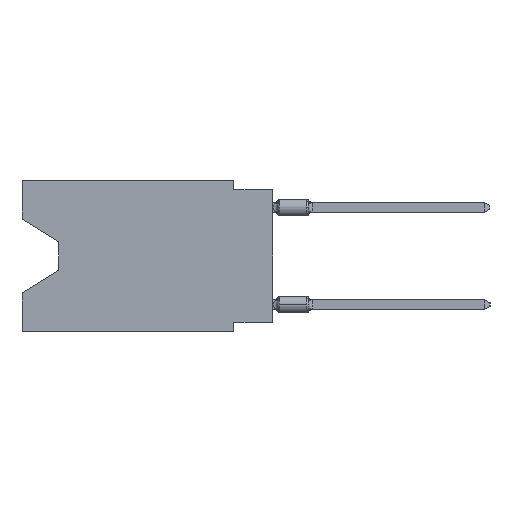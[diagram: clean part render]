
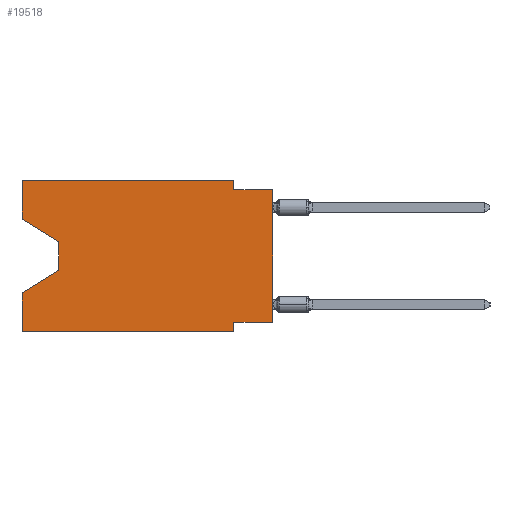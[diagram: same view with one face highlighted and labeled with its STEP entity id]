
A CAD part, left-side view. The second image highlights one B-rep face of the part: STEP entity #19518.
In plain terms, the highlighted planar face has unit normal (-1, 0, 0).
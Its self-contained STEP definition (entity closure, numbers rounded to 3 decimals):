
#2270 = CARTESIAN_POINT ( 'NONE',  ( 0., 2.54, -9.271 ) ) ;
#2378 = LINE ( 'NONE', #26046, #25597 ) ;
#2909 = CARTESIAN_POINT ( 'NONE',  ( 0., 2.54, -9.906 ) ) ;
#3545 = CARTESIAN_POINT ( 'NONE',  ( 0., 16.383, -9.906 ) ) ;
#3799 = VERTEX_POINT ( 'NONE', #37176 ) ;
#4682 = ORIENTED_EDGE ( 'NONE', *, *, #16080, .F. ) ;
#4744 = VERTEX_POINT ( 'NONE', #2270 ) ;
#5616 = VERTEX_POINT ( 'NONE', #7712 ) ;
#5940 = ORIENTED_EDGE ( 'NONE', *, *, #28314, .T. ) ;
#6049 = LINE ( 'NONE', #45388, #15876 ) ;
#7712 = CARTESIAN_POINT ( 'NONE',  ( 0., 16.383, -9.906 ) ) ;
#8775 = EDGE_CURVE ( 'NONE', #4744, #40614, #38996, .T. ) ;
#9332 = LINE ( 'NONE', #25268, #24964 ) ;
#12349 = DIRECTION ( 'NONE',  ( 0., 0., 1. ) ) ;
#12771 = EDGE_CURVE ( 'NONE', #3799, #35797, #2378, .T. ) ;
#12894 = CARTESIAN_POINT ( 'NONE',  ( 0., 13.97, -5.893 ) ) ;
#13030 = EDGE_CURVE ( 'NONE', #35797, #26965, #43991, .T. ) ;
#13075 = ORIENTED_EDGE ( 'NONE', *, *, #8775, .F. ) ;
#13904 = FACE_OUTER_BOUND ( 'NONE', #29823, .T. ) ;
#14266 = VERTEX_POINT ( 'NONE', #20360 ) ;
#14297 = EDGE_CURVE ( 'NONE', #25020, #29595, #24722, .T. ) ;
#15876 = VECTOR ( 'NONE', #48489, 1000. ) ;
#16080 = EDGE_CURVE ( 'NONE', #29595, #24370, #23845, .T. ) ;
#16342 = VECTOR ( 'NONE', #33037, 1000. ) ;
#16398 = VECTOR ( 'NONE', #37988, 1000. ) ;
#16778 = CARTESIAN_POINT ( 'NONE',  ( 0., 0., -9.271 ) ) ;
#17513 = PLANE ( 'NONE',  #30039 ) ;
#17778 = EDGE_CURVE ( 'NONE', #42140, #25020, #9332, .T. ) ;
#18074 = DIRECTION ( 'NONE',  ( 0., 0., -1. ) ) ;
#19518 = ADVANCED_FACE ( 'NONE', ( #13904 ), #17513, .F. ) ;
#19585 = ORIENTED_EDGE ( 'NONE', *, *, #14297, .F. ) ;
#19736 = DIRECTION ( 'NONE',  ( 0., 0., -1. ) ) ;
#20360 = CARTESIAN_POINT ( 'NONE',  ( 0., 0., -9.271 ) ) ;
#20671 = VECTOR ( 'NONE', #28574, 1000. ) ;
#21100 = DIRECTION ( 'NONE',  ( 1., 0., 0. ) ) ;
#21474 = EDGE_CURVE ( 'NONE', #24370, #36869, #44031, .T. ) ;
#21947 = VECTOR ( 'NONE', #12349, 1000. ) ;
#23845 = LINE ( 'NONE', #31313, #27467 ) ;
#23992 = CARTESIAN_POINT ( 'NONE',  ( 0., 0., -0.635 ) ) ;
#24370 = VERTEX_POINT ( 'NONE', #42786 ) ;
#24722 = LINE ( 'NONE', #44001, #44552 ) ;
#24964 = VECTOR ( 'NONE', #36834, 1000. ) ;
#25020 = VERTEX_POINT ( 'NONE', #49086 ) ;
#25268 = CARTESIAN_POINT ( 'NONE',  ( 0., 16.383, 0. ) ) ;
#25597 = VECTOR ( 'NONE', #18074, 1000. ) ;
#25720 = EDGE_CURVE ( 'NONE', #5616, #26965, #48970, .T. ) ;
#26046 = CARTESIAN_POINT ( 'NONE',  ( 0., 13.97, -4.013 ) ) ;
#26206 = ORIENTED_EDGE ( 'NONE', *, *, #13030, .T. ) ;
#26280 = CARTESIAN_POINT ( 'NONE',  ( 0., 16.383, -2.546 ) ) ;
#26965 = VERTEX_POINT ( 'NONE', #44863 ) ;
#27467 = VECTOR ( 'NONE', #19736, 1000. ) ;
#28314 = EDGE_CURVE ( 'NONE', #42140, #3799, #6049, .T. ) ;
#28574 = DIRECTION ( 'NONE',  ( 0., 0.855, -0.519 ) ) ;
#28595 = DIRECTION ( 'NONE',  ( 0., 1., 0. ) ) ;
#29595 = VERTEX_POINT ( 'NONE', #43566 ) ;
#29823 = EDGE_LOOP ( 'NONE', ( #5940, #49178, #26206, #43550, #46304, #13075, #48666, #32580, #37107, #4682, #19585, #39601 ) ) ;
#30039 = AXIS2_PLACEMENT_3D ( 'NONE', #45001, #21100, #44753 ) ;
#31313 = CARTESIAN_POINT ( 'NONE',  ( 0., 2.54, 0. ) ) ;
#31726 = EDGE_CURVE ( 'NONE', #14266, #36869, #31889, .T. ) ;
#31889 = LINE ( 'NONE', #39358, #21947 ) ;
#32580 = ORIENTED_EDGE ( 'NONE', *, *, #31726, .T. ) ;
#33037 = DIRECTION ( 'NONE',  ( 0., 0., 1. ) ) ;
#33549 = CARTESIAN_POINT ( 'NONE',  ( 0., 16.383, 0. ) ) ;
#34880 = CARTESIAN_POINT ( 'NONE',  ( 0., 2.54, -9.906 ) ) ;
#35656 = VECTOR ( 'NONE', #46738, 1000. ) ;
#35795 = LINE ( 'NONE', #16778, #37204 ) ;
#35797 = VERTEX_POINT ( 'NONE', #12894 ) ;
#35813 = DIRECTION ( 'NONE',  ( 0., -1., 0. ) ) ;
#36834 = DIRECTION ( 'NONE',  ( 0., 0., 1. ) ) ;
#36869 = VERTEX_POINT ( 'NONE', #42789 ) ;
#37107 = ORIENTED_EDGE ( 'NONE', *, *, #21474, .F. ) ;
#37176 = CARTESIAN_POINT ( 'NONE',  ( 0., 13.97, -4.013 ) ) ;
#37204 = VECTOR ( 'NONE', #28595, 1000. ) ;
#37988 = DIRECTION ( 'NONE',  ( 0., 0., -1. ) ) ;
#38996 = LINE ( 'NONE', #34880, #16398 ) ;
#39358 = CARTESIAN_POINT ( 'NONE',  ( 0., 0., 0. ) ) ;
#39601 = ORIENTED_EDGE ( 'NONE', *, *, #17778, .F. ) ;
#39896 = CARTESIAN_POINT ( 'NONE',  ( 0., 13.97, -5.893 ) ) ;
#40614 = VERTEX_POINT ( 'NONE', #2909 ) ;
#40748 = EDGE_CURVE ( 'NONE', #14266, #4744, #35795, .T. ) ;
#40838 = VECTOR ( 'NONE', #35813, 1000. ) ;
#42140 = VERTEX_POINT ( 'NONE', #26280 ) ;
#42786 = CARTESIAN_POINT ( 'NONE',  ( 0., 2.54, -0.635 ) ) ;
#42789 = CARTESIAN_POINT ( 'NONE',  ( 0., 0., -0.635 ) ) ;
#43550 = ORIENTED_EDGE ( 'NONE', *, *, #25720, .F. ) ;
#43566 = CARTESIAN_POINT ( 'NONE',  ( 0., 2.54, 0. ) ) ;
#43991 = LINE ( 'NONE', #39896, #20671 ) ;
#44001 = CARTESIAN_POINT ( 'NONE',  ( 0., 16.383, 0. ) ) ;
#44031 = LINE ( 'NONE', #23992, #40838 ) ;
#44169 = EDGE_CURVE ( 'NONE', #5616, #40614, #50343, .T. ) ;
#44552 = VECTOR ( 'NONE', #48620, 1000. ) ;
#44753 = DIRECTION ( 'NONE',  ( 0., 0., -1. ) ) ;
#44863 = CARTESIAN_POINT ( 'NONE',  ( 0., 16.383, -7.36 ) ) ;
#45001 = CARTESIAN_POINT ( 'NONE',  ( 0., 16.383, 0. ) ) ;
#45388 = CARTESIAN_POINT ( 'NONE',  ( 0., 16.383, -2.546 ) ) ;
#46304 = ORIENTED_EDGE ( 'NONE', *, *, #44169, .T. ) ;
#46738 = DIRECTION ( 'NONE',  ( 0., -1., 0. ) ) ;
#48489 = DIRECTION ( 'NONE',  ( 0., -0.855, -0.519 ) ) ;
#48620 = DIRECTION ( 'NONE',  ( 0., -1., 0. ) ) ;
#48666 = ORIENTED_EDGE ( 'NONE', *, *, #40748, .F. ) ;
#48970 = LINE ( 'NONE', #33549, #16342 ) ;
#49086 = CARTESIAN_POINT ( 'NONE',  ( 0., 16.383, 0. ) ) ;
#49178 = ORIENTED_EDGE ( 'NONE', *, *, #12771, .T. ) ;
#50343 = LINE ( 'NONE', #3545, #35656 ) ;
